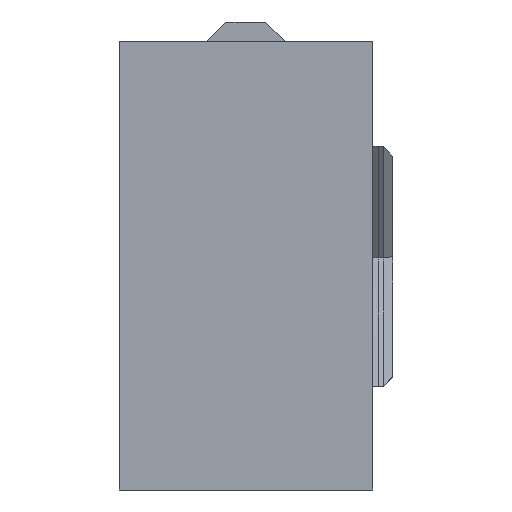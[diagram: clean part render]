
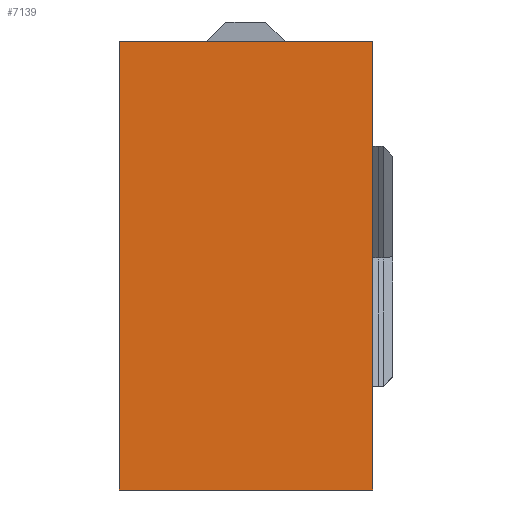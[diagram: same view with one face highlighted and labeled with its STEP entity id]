
A CAD part, left-side view. The second image highlights one B-rep face of the part: STEP entity #7139.
In plain terms, the highlighted planar face has unit normal (-1, 0, 0).
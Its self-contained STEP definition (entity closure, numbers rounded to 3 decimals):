
#513=PLANE('',#7530);
#972=LINE('',#10917,#1697);
#1035=LINE('',#11080,#1760);
#1036=LINE('',#11087,#1761);
#1043=LINE('',#11114,#1768);
#1697=VECTOR('',#8151,10.);
#1760=VECTOR('',#8310,10.);
#1761=VECTOR('',#8317,10.);
#1768=VECTOR('',#8350,10.);
#2345=FACE_OUTER_BOUND('',#2773,.T.);
#2773=EDGE_LOOP('',(#5875,#5876,#5877,#5878));
#3360=VERTEX_POINT('',#10915);
#3361=VERTEX_POINT('',#10916);
#3413=VERTEX_POINT('',#11077);
#3416=VERTEX_POINT('',#11086);
#4200=EDGE_CURVE('',#3360,#3361,#972,.T.);
#4281=EDGE_CURVE('',#3360,#3413,#1035,.T.);
#4284=EDGE_CURVE('',#3413,#3416,#1036,.T.);
#4297=EDGE_CURVE('',#3361,#3416,#1043,.T.);
#5875=ORIENTED_EDGE('',*,*,#4200,.T.);
#5876=ORIENTED_EDGE('',*,*,#4297,.T.);
#5877=ORIENTED_EDGE('',*,*,#4284,.F.);
#5878=ORIENTED_EDGE('',*,*,#4281,.F.);
#7139=ADVANCED_FACE('',(#2345),#513,.T.);
#7530=AXIS2_PLACEMENT_3D('',#11117,#8354,#8355);
#8151=DIRECTION('',(0.,0.,1.));
#8310=DIRECTION('',(0.,1.,0.));
#8317=DIRECTION('',(0.,0.,1.));
#8350=DIRECTION('',(0.,1.,0.));
#8354=DIRECTION('center_axis',(-1.,0.,0.));
#8355=DIRECTION('ref_axis',(0.,0.,1.));
#10915=CARTESIAN_POINT('',(-96.65,0.,-23.));
#10916=CARTESIAN_POINT('',(-96.65,0.,23.));
#10917=CARTESIAN_POINT('',(-96.65,0.,-23.));
#11077=CARTESIAN_POINT('',(-96.65,26.,-23.));
#11080=CARTESIAN_POINT('',(-96.65,0.,-23.));
#11086=CARTESIAN_POINT('',(-96.65,26.,23.));
#11087=CARTESIAN_POINT('',(-96.65,26.,-23.));
#11114=CARTESIAN_POINT('',(-96.65,0.,23.));
#11117=CARTESIAN_POINT('Origin',(-96.65,0.,-23.));
